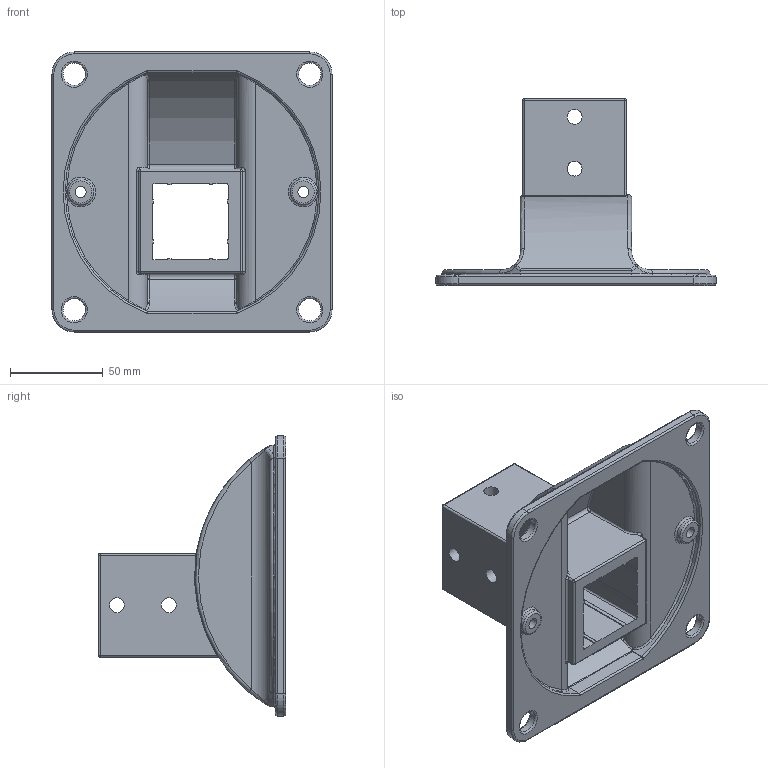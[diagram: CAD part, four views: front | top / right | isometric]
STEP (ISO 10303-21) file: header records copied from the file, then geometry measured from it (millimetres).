
FILE_DESCRIPTION((''),'2;1');
FILE_NAME('AR3837.stp','2021-06-10T11:31:09',('arma03'),(''),'Autodesk Inventor 2013','Autodesk Inventor 2013','');
FILE_SCHEMA(('AUTOMOTIVE_DESIGN { 1 0 10303 214 1 1 1 1 }'));
Length unit declared in the file: millimetre
Products named in the file (1): AR3837
Bounding box: 151 x 101 x 151 mm (x, y, z)
Volume: 291988.1 mm3; surface area: 94109.7 mm2
Topology: 1 solids, 1 shells, 264 faces, 650 edges, 390 vertices
Faces by surface type: cylinder 84, plane 68, torus 47, bspline 44, sphere 21
Full cylindrical faces by diameter (mm): 6 x2, 8 x8, 12 x4, 14 x2
Entity records: 9024 total; most frequent: CARTESIAN_POINT 2845, DIRECTION 1225, ORIENTED_EDGE 1224, EDGE_CURVE 612, AXIS2_PLACEMENT_3D 483, VERTEX_POINT 380, EDGE_LOOP 324, FACE_OUTER_BOUND 264
